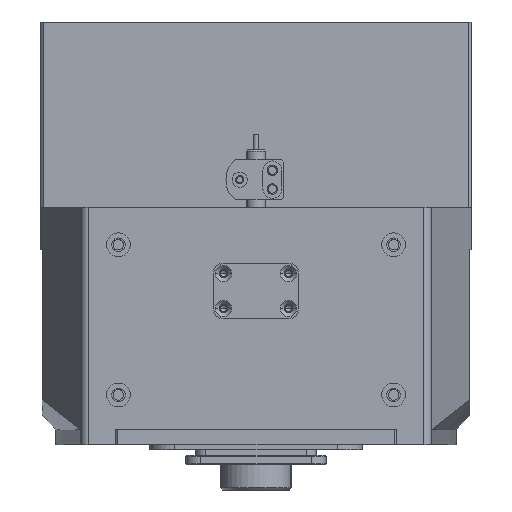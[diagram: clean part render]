
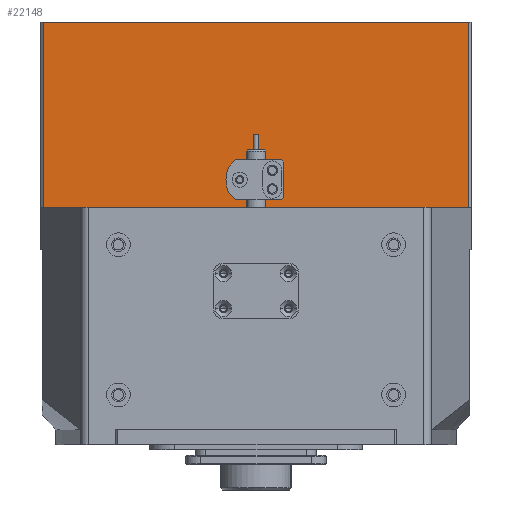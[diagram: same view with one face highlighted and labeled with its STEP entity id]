
A CAD part, left-side view. The second image highlights one B-rep face of the part: STEP entity #22148.
In plain terms, the highlighted planar face has unit normal (-1, 0, 0).
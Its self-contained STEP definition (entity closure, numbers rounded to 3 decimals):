
#44 = DIRECTION ( 'NONE',  ( 0., 0., -1. ) ) ;
#1509 = VECTOR ( 'NONE', #3047, 1000. ) ;
#3047 = DIRECTION ( 'NONE',  ( 0., 1., 0. ) ) ;
#4084 = AXIS2_PLACEMENT_3D ( 'NONE', #4349, #15692, #8232 ) ;
#4324 = CARTESIAN_POINT ( 'NONE',  ( -166.809, -79.033, 490. ) ) ;
#4349 = CARTESIAN_POINT ( 'NONE',  ( -166.809, -0.533, 423.25 ) ) ;
#4904 = CARTESIAN_POINT ( 'NONE',  ( -166.809, -94.033, 416. ) ) ;
#5146 = CARTESIAN_POINT ( 'NONE',  ( -166.809, -0.533, 432.9 ) ) ;
#5448 = EDGE_CURVE ( 'NONE', #11274, #23243, #32021, .T. ) ;
#5817 = ORIENTED_EDGE ( 'NONE', *, *, #40480, .F. ) ;
#6455 = DIRECTION ( 'NONE',  ( 0., 1., 0. ) ) ;
#6678 = ORIENTED_EDGE ( 'NONE', *, *, #33556, .T. ) ;
#6970 = FACE_BOUND ( 'NONE', #45833, .T. ) ;
#7485 = CIRCLE ( 'NONE', #25955, 2.15 ) ;
#7983 = VERTEX_POINT ( 'NONE', #17636 ) ;
#8232 = DIRECTION ( 'NONE',  ( 0., 0., -1. ) ) ;
#8318 = PLANE ( 'NONE',  #43838 ) ;
#8699 = DIRECTION ( 'NONE',  ( 0., 0., -1. ) ) ;
#8969 = VECTOR ( 'NONE', #17683, 1000. ) ;
#9379 = CARTESIAN_POINT ( 'NONE',  ( -166.809, -0.533, 430.75 ) ) ;
#9730 = CIRCLE ( 'NONE', #26343, 1.65 ) ;
#9939 = VERTEX_POINT ( 'NONE', #10343 ) ;
#9974 = AXIS2_PLACEMENT_3D ( 'NONE', #27024, #30948, #27358 ) ;
#10343 = CARTESIAN_POINT ( 'NONE',  ( -166.809, -79.033, 416. ) ) ;
#10800 = LINE ( 'NONE', #36793, #1509 ) ;
#11013 = FACE_BOUND ( 'NONE', #11655, .T. ) ;
#11274 = VERTEX_POINT ( 'NONE', #5146 ) ;
#11297 = ORIENTED_EDGE ( 'NONE', *, *, #19073, .T. ) ;
#11608 = EDGE_LOOP ( 'NONE', ( #15581, #27423 ) ) ;
#11655 = EDGE_LOOP ( 'NONE', ( #27601, #6678 ) ) ;
#12111 = DIRECTION ( 'NONE',  ( 1., 0., 0. ) ) ;
#13315 = CARTESIAN_POINT ( 'NONE',  ( -166.809, 90.967, 416. ) ) ;
#15403 = VERTEX_POINT ( 'NONE', #27804 ) ;
#15581 = ORIENTED_EDGE ( 'NONE', *, *, #5448, .T. ) ;
#15692 = DIRECTION ( 'NONE',  ( 1., 0., 0. ) ) ;
#15921 = CARTESIAN_POINT ( 'NONE',  ( -166.809, -0.533, 423.25 ) ) ;
#16199 = AXIS2_PLACEMENT_3D ( 'NONE', #9379, #42657, #28137 ) ;
#17636 = CARTESIAN_POINT ( 'NONE',  ( -166.809, 90.967, 490. ) ) ;
#17683 = DIRECTION ( 'NONE',  ( 0., 0., -1. ) ) ;
#19073 = EDGE_CURVE ( 'NONE', #25109, #48169, #31141, .T. ) ;
#19686 = DIRECTION ( 'NONE',  ( 0., 0., -1. ) ) ;
#20252 = LINE ( 'NONE', #33059, #24352 ) ;
#21788 = LINE ( 'NONE', #13315, #8969 ) ;
#22148 = ADVANCED_FACE ( 'NONE', ( #11013, #25021, #6970, #39613 ), #8318, .F. ) ;
#23243 = VERTEX_POINT ( 'NONE', #26409 ) ;
#24034 = CARTESIAN_POINT ( 'NONE',  ( -166.809, -0.533, 425.4 ) ) ;
#24162 = CARTESIAN_POINT ( 'NONE',  ( -166.809, 12.467, 425.35 ) ) ;
#24352 = VECTOR ( 'NONE', #6455, 1000. ) ;
#24780 = CARTESIAN_POINT ( 'NONE',  ( -166.809, 12.467, 428.65 ) ) ;
#24953 = EDGE_CURVE ( 'NONE', #9939, #33494, #42458, .T. ) ;
#25021 = FACE_BOUND ( 'NONE', #11608, .T. ) ;
#25109 = VERTEX_POINT ( 'NONE', #40507 ) ;
#25552 = VERTEX_POINT ( 'NONE', #24162 ) ;
#25955 = AXIS2_PLACEMENT_3D ( 'NONE', #15921, #34590, #19686 ) ;
#26242 = CIRCLE ( 'NONE', #16199, 2.15 ) ;
#26343 = AXIS2_PLACEMENT_3D ( 'NONE', #45877, #12111, #8699 ) ;
#26409 = CARTESIAN_POINT ( 'NONE',  ( -166.809, -0.533, 428.6 ) ) ;
#27024 = CARTESIAN_POINT ( 'NONE',  ( -166.809, 12.467, 427. ) ) ;
#27358 = DIRECTION ( 'NONE',  ( 0., 0., -1. ) ) ;
#27423 = ORIENTED_EDGE ( 'NONE', *, *, #46664, .T. ) ;
#27601 = ORIENTED_EDGE ( 'NONE', *, *, #29258, .T. ) ;
#27804 = CARTESIAN_POINT ( 'NONE',  ( -166.809, 90.967, 416. ) ) ;
#28137 = DIRECTION ( 'NONE',  ( 0., 0., -1. ) ) ;
#29005 = ORIENTED_EDGE ( 'NONE', *, *, #24953, .T. ) ;
#29258 = EDGE_CURVE ( 'NONE', #39816, #25552, #46867, .T. ) ;
#30948 = DIRECTION ( 'NONE',  ( 1., 0., 0. ) ) ;
#31141 = CIRCLE ( 'NONE', #4084, 2.15 ) ;
#32021 = CIRCLE ( 'NONE', #47904, 2.15 ) ;
#33059 = CARTESIAN_POINT ( 'NONE',  ( -166.809, -94.033, 416. ) ) ;
#33494 = VERTEX_POINT ( 'NONE', #4324 ) ;
#33556 = EDGE_CURVE ( 'NONE', #25552, #39816, #9730, .T. ) ;
#34590 = DIRECTION ( 'NONE',  ( 1., 0., 0. ) ) ;
#34896 = VECTOR ( 'NONE', #46298, 1000. ) ;
#34979 = EDGE_CURVE ( 'NONE', #33494, #7983, #10800, .T. ) ;
#36793 = CARTESIAN_POINT ( 'NONE',  ( -166.809, 5.967, 490. ) ) ;
#37859 = DIRECTION ( 'NONE',  ( 1., 0., 0. ) ) ;
#39613 = FACE_OUTER_BOUND ( 'NONE', #40231, .T. ) ;
#39816 = VERTEX_POINT ( 'NONE', #24780 ) ;
#40231 = EDGE_LOOP ( 'NONE', ( #5817, #29005, #44659, #44891 ) ) ;
#40480 = EDGE_CURVE ( 'NONE', #9939, #15403, #20252, .T. ) ;
#40507 = CARTESIAN_POINT ( 'NONE',  ( -166.809, -0.533, 421.1 ) ) ;
#40570 = ORIENTED_EDGE ( 'NONE', *, *, #47575, .T. ) ;
#40917 = DIRECTION ( 'NONE',  ( 1., 0., 0. ) ) ;
#41581 = DIRECTION ( 'NONE',  ( 0., 0., -1. ) ) ;
#42458 = LINE ( 'NONE', #46468, #34896 ) ;
#42657 = DIRECTION ( 'NONE',  ( 1., 0., 0. ) ) ;
#43838 = AXIS2_PLACEMENT_3D ( 'NONE', #4904, #37859, #41581 ) ;
#43966 = EDGE_CURVE ( 'NONE', #7983, #15403, #21788, .T. ) ;
#44659 = ORIENTED_EDGE ( 'NONE', *, *, #34979, .T. ) ;
#44891 = ORIENTED_EDGE ( 'NONE', *, *, #43966, .T. ) ;
#45344 = CARTESIAN_POINT ( 'NONE',  ( -166.809, -0.533, 430.75 ) ) ;
#45833 = EDGE_LOOP ( 'NONE', ( #40570, #11297 ) ) ;
#45877 = CARTESIAN_POINT ( 'NONE',  ( -166.809, 12.467, 427. ) ) ;
#46298 = DIRECTION ( 'NONE',  ( 0., 0., 1. ) ) ;
#46468 = CARTESIAN_POINT ( 'NONE',  ( -166.809, -79.033, 416. ) ) ;
#46664 = EDGE_CURVE ( 'NONE', #23243, #11274, #26242, .T. ) ;
#46867 = CIRCLE ( 'NONE', #9974, 1.65 ) ;
#47575 = EDGE_CURVE ( 'NONE', #48169, #25109, #7485, .T. ) ;
#47904 = AXIS2_PLACEMENT_3D ( 'NONE', #45344, #40917, #44 ) ;
#48169 = VERTEX_POINT ( 'NONE', #24034 ) ;
